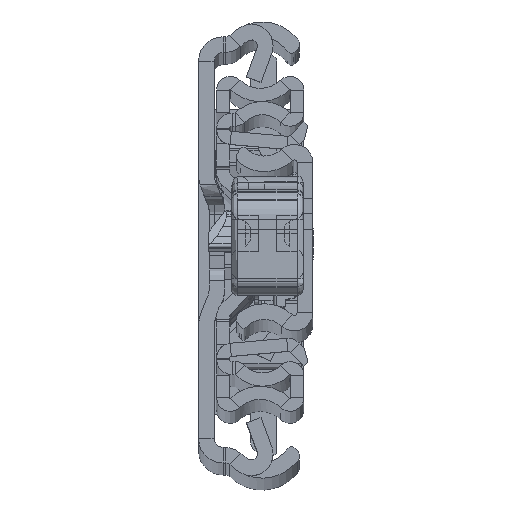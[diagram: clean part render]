
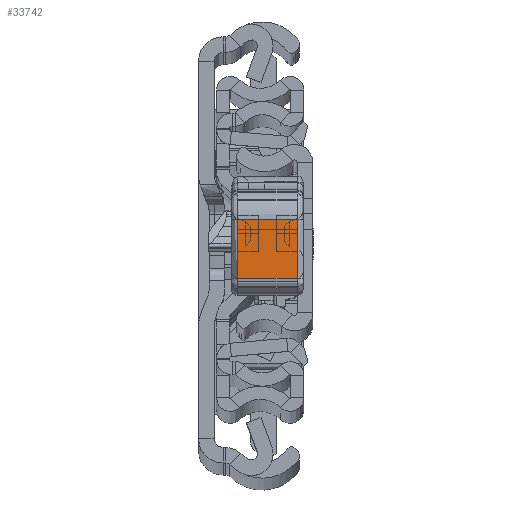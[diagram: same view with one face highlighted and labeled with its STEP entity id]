
A CAD part, top view. The second image highlights one B-rep face of the part: STEP entity #33742.
In plain terms, the highlighted face is planar.
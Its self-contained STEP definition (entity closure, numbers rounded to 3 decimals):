
#567 = VECTOR ( 'NONE', #2945, 1000. ) ;
#1446 = DIRECTION ( 'NONE',  ( -0.027, -1., 0. ) ) ;
#1622 = DIRECTION ( 'NONE',  ( -0.027, -1., 0. ) ) ;
#2945 = DIRECTION ( 'NONE',  ( 0., 0., 1. ) ) ;
#6870 = CARTESIAN_POINT ( 'NONE',  ( 39.55, -12.274, 11. ) ) ;
#7787 = CARTESIAN_POINT ( 'NONE',  ( 39.818, -2.465, 0. ) ) ;
#7803 = DIRECTION ( 'NONE',  ( 0.027, 1., 0. ) ) ;
#8210 = CARTESIAN_POINT ( 'NONE',  ( 39.818, -2.465, 11. ) ) ;
#9759 = CARTESIAN_POINT ( 'NONE',  ( 39.55, -12.274, 10. ) ) ;
#10557 = LINE ( 'NONE', #8210, #567 ) ;
#10703 = LINE ( 'NONE', #26738, #35143 ) ;
#11534 = ORIENTED_EDGE ( 'NONE', *, *, #33709, .T. ) ;
#13325 = CARTESIAN_POINT ( 'NONE',  ( 39.55, -12.274, 0. ) ) ;
#14893 = CARTESIAN_POINT ( 'NONE',  ( 39.55, -12.274, 11. ) ) ;
#15265 = EDGE_CURVE ( 'NONE', #33984, #25330, #31268, .T. ) ;
#17765 = CARTESIAN_POINT ( 'NONE',  ( 39.818, -2.465, 10. ) ) ;
#17865 = DIRECTION ( 'NONE',  ( -1., 0.027, 0. ) ) ;
#20329 = EDGE_CURVE ( 'NONE', #25330, #28070, #10703, .T. ) ;
#21640 = ORIENTED_EDGE ( 'NONE', *, *, #20329, .T. ) ;
#23068 = AXIS2_PLACEMENT_3D ( 'NONE', #6870, #17865, #1622 ) ;
#23375 = ORIENTED_EDGE ( 'NONE', *, *, #15265, .T. ) ;
#24221 = VECTOR ( 'NONE', #1446, 1000. ) ;
#25330 = VERTEX_POINT ( 'NONE', #13325 ) ;
#25507 = VERTEX_POINT ( 'NONE', #17765 ) ;
#25633 = FACE_OUTER_BOUND ( 'NONE', #34170, .T. ) ;
#26738 = CARTESIAN_POINT ( 'NONE',  ( 39.55, -12.274, 0. ) ) ;
#27452 = VECTOR ( 'NONE', #31443, 1000. ) ;
#27946 = CARTESIAN_POINT ( 'NONE',  ( 39.55, -12.274, 10. ) ) ;
#28070 = VERTEX_POINT ( 'NONE', #7787 ) ;
#31268 = LINE ( 'NONE', #14893, #27452 ) ;
#31443 = DIRECTION ( 'NONE',  ( 0., 0., -1. ) ) ;
#31731 = PLANE ( 'NONE',  #23068 ) ;
#31763 = EDGE_CURVE ( 'NONE', #28070, #25507, #10557, .T. ) ;
#33709 = EDGE_CURVE ( 'NONE', #25507, #33984, #34099, .T. ) ;
#33742 = ADVANCED_FACE ( 'NONE', ( #25633 ), #31731, .F. ) ;
#33853 = ORIENTED_EDGE ( 'NONE', *, *, #31763, .T. ) ;
#33984 = VERTEX_POINT ( 'NONE', #27946 ) ;
#34099 = LINE ( 'NONE', #9759, #24221 ) ;
#34170 = EDGE_LOOP ( 'NONE', ( #23375, #21640, #33853, #11534 ) ) ;
#35143 = VECTOR ( 'NONE', #7803, 1000. ) ;
